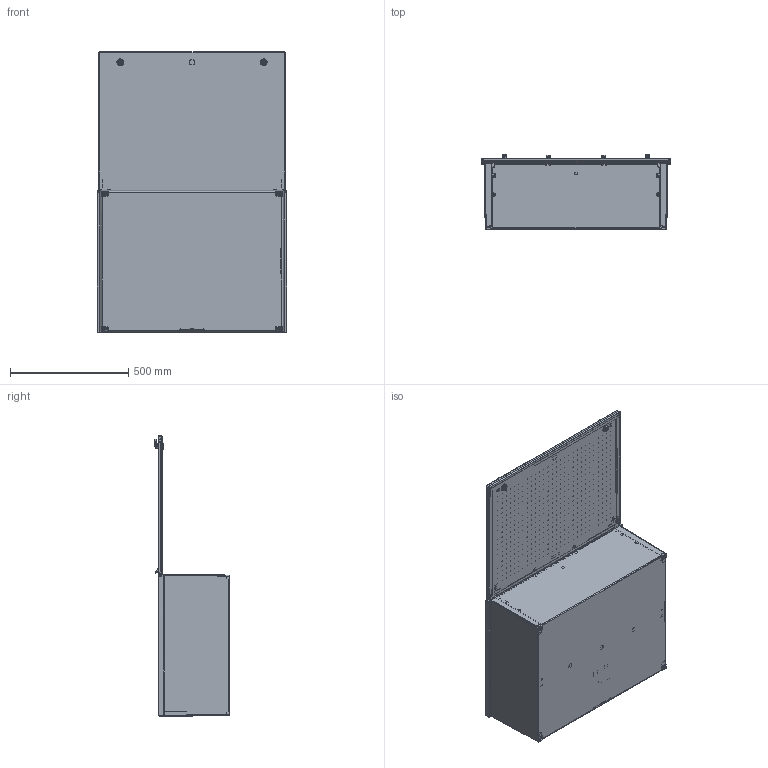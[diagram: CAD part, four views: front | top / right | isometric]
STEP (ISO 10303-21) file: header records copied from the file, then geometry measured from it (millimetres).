
FILE_DESCRIPTION((''),'2;1');
FILE_NAME('ETI_BRES_CAB-86_ASM_ASM','2019-02-01T',('Marketing.praksa'),('Audax d.o.o.'),'CREO PARAMETRIC BY PTC INC, 2017480','CREO PARAMETRIC BY PTC INC, 2017480','');
FILE_SCHEMA(('CONFIG_CONTROL_DESIGN'));
Products named in the file (23): CUB-86_1_1; PUB-86-2-MEC_1_1; EJB_1_1_2_1; JN-C_1_1_2_1; COJINETE-M22MAL_1_1_2_1; TPDB-ETI_1_1_2_1; PMC-APM-2-MAL_1_1_2_1; D7971-8X3-4_1_1_2_1; JN-TORICA_1_1_2_1; CMDB-M22_ASM_1_1_2_ASM_1_ASM; TU-M22_1_1_2_1; BC-ETI_1_1_2_1; D84-5X12_1_1_2_1; JUNTA-ETI-86_1_1; PUB-86_ASM_1_ASM_1_ASM; D97-4X50_1_1_2_1; TACO_1_1_2_1; LLD-10_1_1_2_1; D84-6X10_1_1_2_1; BO-ETI_ASM_1_1_2_ASM_1_ASM; ETI-86_ASM_1_ASM_1_ASM; ETI_BRES_CAB-86_ASM_1_ASM; ETI_BRES_CAB-86_ASM_ASM
Assembly tree (37 placements, depth 6):
  ETI_BRES_CAB-86_ASM_ASM
    ETI_BRES_CAB-86_ASM_1_ASM
      ETI-86_ASM_1_ASM_1_ASM
        CUB-86_1_1
        PUB-86_ASM_1_ASM_1_ASM
          PUB-86-2-MEC_1_1
          EJB_1_1_2_1  x2
          JN-C_1_1_2_1  x2
          CMDB-M22_ASM_1_1_2_ASM_1_ASM  x2
            COJINETE-M22MAL_1_1_2_1
            TPDB-ETI_1_1_2_1
            PMC-APM-2-MAL_1_1_2_1
            D7971-8X3-4_1_1_2_1
            JN-TORICA_1_1_2_1
          TU-M22_1_1_2_1  x2
          BC-ETI_1_1_2_1  x2
          D84-5X12_1_1_2_1  x2
          JUNTA-ETI-86_1_1
        BO-ETI_ASM_1_1_2_ASM_1_ASM
          D97-4X50_1_1_2_1  x4
          TACO_1_1_2_1  x4
          LLD-10_1_1_2_1
          D84-6X10_1_1_2_1  x4
Bounding box: 799.97 x 318.2 x 1187 mm (x, y, z)
Volume: 6300508.6 mm3; surface area: 3945553.5 mm2
Topology: 36 solids, 44 shells, 5137 faces, 13553 edges, 7963 vertices
Faces by surface type: cylinder 1413, cone 1346, plane 1317, bspline 568, torus 333, sphere 160
Entity records: 155410 total; most frequent: CARTESIAN_POINT 59941, ORIENTED_EDGE 19982, DIRECTION 19034, EDGE_CURVE 9997, AXIS2_PLACEMENT_3D 7315, VERTEX_POINT 6470, EDGE_LOOP 4889, VECTOR 4404
